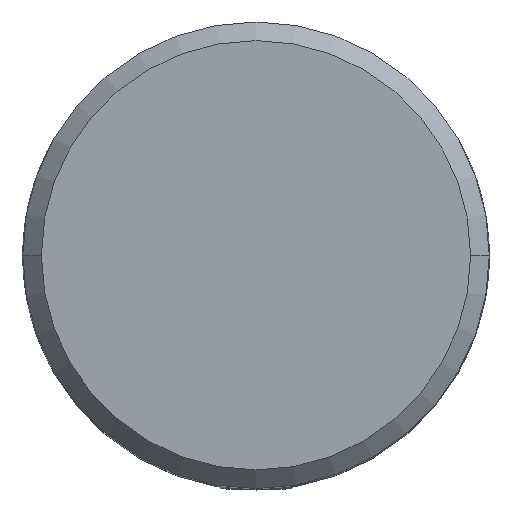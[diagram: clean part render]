
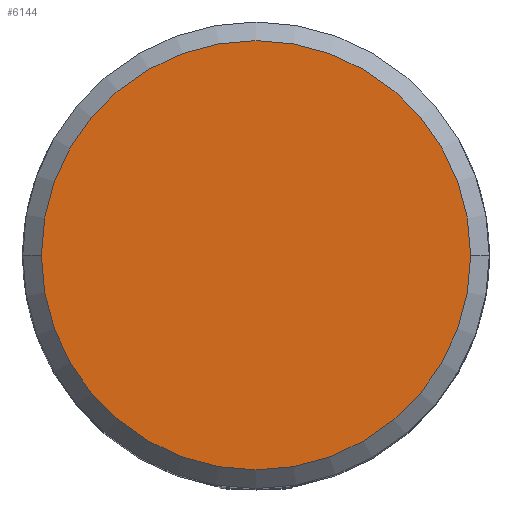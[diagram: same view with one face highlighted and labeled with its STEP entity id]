
A CAD part, top view. The second image highlights one B-rep face of the part: STEP entity #6144.
In plain terms, the highlighted planar face has unit normal (0, 0, 1).
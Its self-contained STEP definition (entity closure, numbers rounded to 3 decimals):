
#3167 = CARTESIAN_POINT ( 'NONE',  ( 0., 0., 18.5 ) ) ;
#4305 = PLANE ( 'NONE',  #14715 ) ;
#4593 = DIRECTION ( 'NONE',  ( -1., 0., 0. ) ) ;
#5302 = CIRCLE ( 'NONE', #17840, 11.5 ) ;
#5701 = DIRECTION ( 'NONE',  ( 0., 0., -1. ) ) ;
#6004 = DIRECTION ( 'NONE',  ( -1., 0., 0. ) ) ;
#6144 = ADVANCED_FACE ( 'NONE', ( #13055 ), #4305, .F. ) ;
#6446 = CARTESIAN_POINT ( 'NONE',  ( -11.5, 0., 18.5 ) ) ;
#6588 = EDGE_CURVE ( 'NONE', #9637, #16310, #5302, .T. ) ;
#7145 = DIRECTION ( 'NONE',  ( -1., 0., 0. ) ) ;
#8174 = ORIENTED_EDGE ( 'NONE', *, *, #9084, .T. ) ;
#8584 = EDGE_LOOP ( 'NONE', ( #17549, #8174 ) ) ;
#9084 = EDGE_CURVE ( 'NONE', #16310, #9637, #17443, .T. ) ;
#9637 = VERTEX_POINT ( 'NONE', #6446 ) ;
#10087 = DIRECTION ( 'NONE',  ( 0., 0., 1. ) ) ;
#10975 = AXIS2_PLACEMENT_3D ( 'NONE', #14341, #13001, #6004 ) ;
#13001 = DIRECTION ( 'NONE',  ( 0., 0., 1. ) ) ;
#13055 = FACE_OUTER_BOUND ( 'NONE', #8584, .T. ) ;
#14162 = CARTESIAN_POINT ( 'NONE',  ( 0., 0., 18.5 ) ) ;
#14341 = CARTESIAN_POINT ( 'NONE',  ( 0., 0., 18.5 ) ) ;
#14715 = AXIS2_PLACEMENT_3D ( 'NONE', #14162, #5701, #7145 ) ;
#15134 = CARTESIAN_POINT ( 'NONE',  ( 11.5, 0., 18.5 ) ) ;
#16310 = VERTEX_POINT ( 'NONE', #15134 ) ;
#17443 = CIRCLE ( 'NONE', #10975, 11.5 ) ;
#17549 = ORIENTED_EDGE ( 'NONE', *, *, #6588, .T. ) ;
#17840 = AXIS2_PLACEMENT_3D ( 'NONE', #3167, #10087, #4593 ) ;
